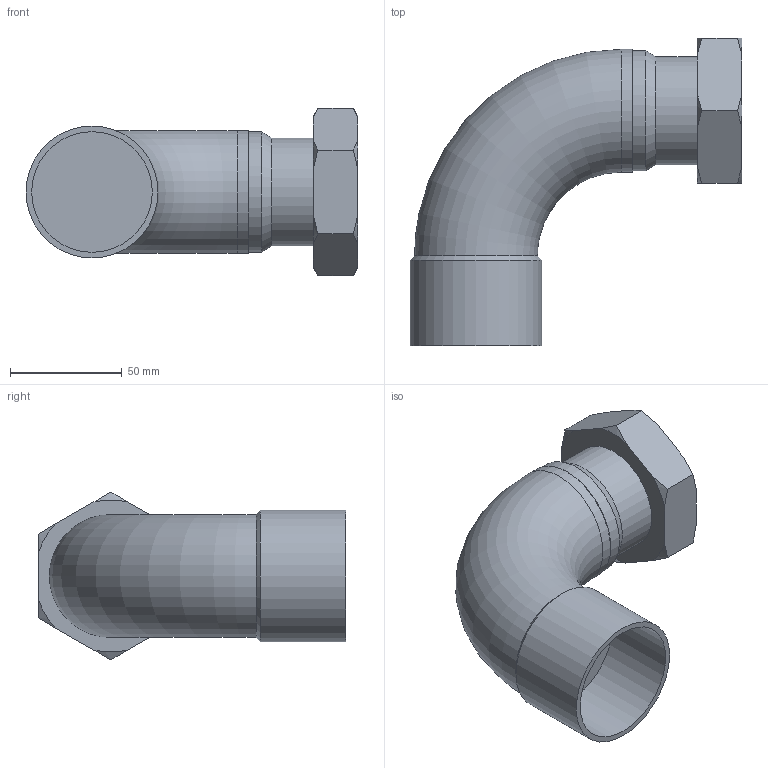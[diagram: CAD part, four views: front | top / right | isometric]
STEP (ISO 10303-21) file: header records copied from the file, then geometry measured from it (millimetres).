
FILE_DESCRIPTION(/* description */ ('Unknown'),/* implementation_level */ '2;1');
FILE_NAME(/* name */ 'F35R2DN54',/* time_stamp */ '2017-05-05T09:24:46+02:00',/* author */ ('Unknown'),/* organization */ ('Unknown'),/* preprocessor_version */ 'ST-DEVELOPER v16',/* originating_system */ 'DEX',/* authorisation */ $);
FILE_SCHEMA (('AUTOMOTIVE_DESIGN {1 0 10303 214 3 1 1}'));
Length unit declared in the file: millimetre
Products named in the file (4): F35R2DN54; COD90MHDN54corteGEN; LOCA2_54capada; TUERCA2_54
Assembly tree (3 placements, depth 2):
  F35R2DN54
    COD90MHDN54corteGEN
    LOCA2_54capada
    TUERCA2_54
Bounding box: 148.5 x 137.71 x 75.06 mm (x, y, z)
Volume: 323216.6 mm3; surface area: 61125.8 mm2
Topology: 3 solids, 3 shells, 43 faces, 96 edges, 62 vertices
Faces by surface type: cone 16, plane 15, cylinder 11, torus 1
Full cylindrical faces by diameter (mm): 44.984 x1, 48.5 x1, 48.7 x1, 51 x1, 54 x2, 55 x2, 56.656 x2, 59 x1
Entity records: 2361 total; most frequent: CARTESIAN_POINT 1159, DIRECTION 182, ORIENTED_EDGE 154, AXIS2_PLACEMENT_3D 82, EDGE_CURVE 77, EDGE_LOOP 66, FACE_BOUND 66, VERTEX_POINT 59
